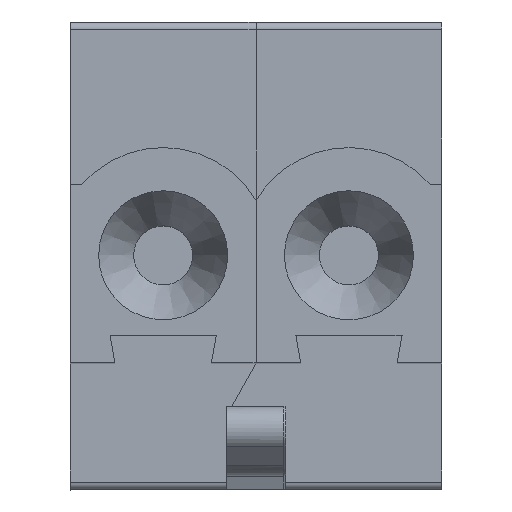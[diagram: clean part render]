
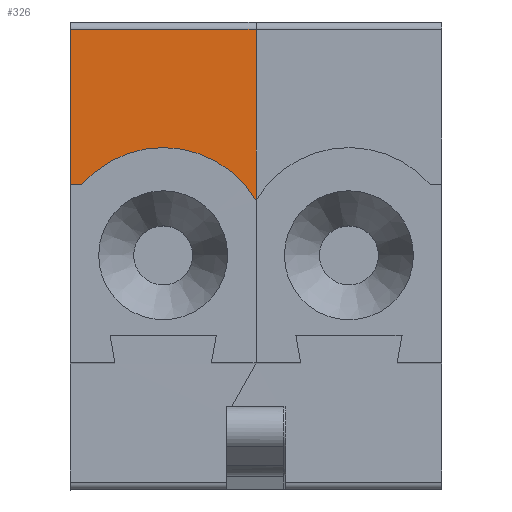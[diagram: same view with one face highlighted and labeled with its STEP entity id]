
A CAD part, top view. The second image highlights one B-rep face of the part: STEP entity #326.
In plain terms, the highlighted planar face has unit normal (0, 0, 1).
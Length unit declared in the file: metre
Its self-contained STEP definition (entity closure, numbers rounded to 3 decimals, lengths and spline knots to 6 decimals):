
#326=ADVANCED_FACE('',(#831),#832,.F.);
#831=FACE_OUTER_BOUND('',#1535,.T.);
#832=PLANE('',#1536);
#1535=EDGE_LOOP('',(#2450,#2451,#2452,#2453,#2454,#2455,#2456));
#1536=AXIS2_PLACEMENT_3D('',#2457,#2458,#2459);
#2450=ORIENTED_EDGE('',*,*,#4330,.T.);
#2451=ORIENTED_EDGE('',*,*,#4227,.T.);
#2452=ORIENTED_EDGE('',*,*,#4331,.F.);
#2453=ORIENTED_EDGE('',*,*,#4332,.T.);
#2454=ORIENTED_EDGE('',*,*,#4333,.F.);
#2455=ORIENTED_EDGE('',*,*,#4334,.T.);
#2456=ORIENTED_EDGE('',*,*,#4243,.T.);
#2457=CARTESIAN_POINT('',(0.037933,-0.023298,-0.063616));
#2458=DIRECTION('',(0.,0.,-1.0));
#2459=DIRECTION('',(0.,-1.0,0.));
#4227=EDGE_CURVE('',#5074,#5082,#5084,.T.);
#4243=EDGE_CURVE('',#5109,#5107,#5110,.T.);
#4330=EDGE_CURVE('',#5107,#5074,#5248,.T.);
#4331=EDGE_CURVE('',#5249,#5082,#5250,.T.);
#4332=EDGE_CURVE('',#5249,#5251,#5252,.T.);
#4333=EDGE_CURVE('',#5253,#5251,#5254,.T.);
#4334=EDGE_CURVE('',#5253,#5109,#5255,.T.);
#5074=VERTEX_POINT('',#6316);
#5082=VERTEX_POINT('',#6326);
#5084=B_SPLINE_CURVE_WITH_KNOTS('',1,(#6329,#6330),.UNSPECIFIED.,.F.,.F.,(2,2),(-0.102689,1.0),.UNSPECIFIED.);
#5107=VERTEX_POINT('',#6362);
#5109=VERTEX_POINT('',#6365);
#5110=LINE('',#6366,#6367);
#5248=CIRCLE('',#6576,0.0029);
#5249=VERTEX_POINT('',#6577);
#5250=LINE('',#6578,#6579);
#5251=VERTEX_POINT('',#6580);
#5252=LINE('',#6581,#6582);
#5253=VERTEX_POINT('',#6583);
#5254=LINE('',#6584,#6585);
#5255=LINE('',#6586,#6587);
#6316=CARTESIAN_POINT('',(0.048052,-0.028568,-0.063616));
#6326=CARTESIAN_POINT('',(0.048052,-0.023943,-0.063616));
#6329=CARTESIAN_POINT('',(0.048052,-0.028568,-0.063616));
#6330=CARTESIAN_POINT('',(0.048052,-0.023943,-0.063616));
#6362=CARTESIAN_POINT('',(0.043362,-0.028137,-0.063616));
#6365=CARTESIAN_POINT('',(0.043052,-0.028137,-0.063616));
#6366=CARTESIAN_POINT('',(0.037933,-0.028137,-0.063616));
#6367=VECTOR('',#7923,1.0);
#6576=AXIS2_PLACEMENT_3D('',#7999,#8000,#8001);
#6577=CARTESIAN_POINT('',(0.043052,-0.023943,-0.063616));
#6578=CARTESIAN_POINT('',(0.037933,-0.023943,-0.063616));
#6579=VECTOR('',#8002,1.0);
#6580=CARTESIAN_POINT('',(0.043052,-0.023743,-0.063616));
#6581=CARTESIAN_POINT('',(0.043052,0.103877,-0.063616));
#6582=VECTOR('',#8003,1.0);
#6583=CARTESIAN_POINT('',(0.043052,-0.023743,-0.063616));
#6584=CARTESIAN_POINT('',(0.037933,-0.023743,-0.063616));
#6585=VECTOR('',#8004,1.0);
#6586=CARTESIAN_POINT('',(0.043052,-0.030011,-0.063616));
#6587=VECTOR('',#8005,1.0);
#7923=DIRECTION('',(1.0,0.,0.));
#7999=CARTESIAN_POINT('',(0.045553,-0.030037,-0.063616));
#8000=DIRECTION('',(0.,0.,-1.0));
#8001=DIRECTION('',(1.0,0.,0.));
#8002=DIRECTION('',(1.0,0.,0.));
#8003=DIRECTION('',(0.,1.0,0.));
#8004=DIRECTION('',(1.0,0.,0.));
#8005=DIRECTION('',(0.,-1.0,0.));
